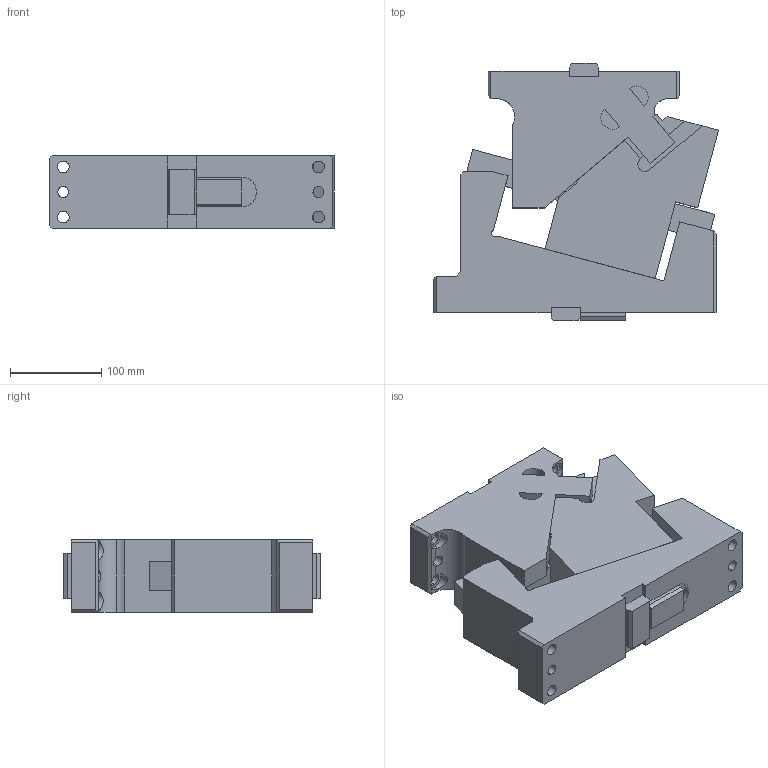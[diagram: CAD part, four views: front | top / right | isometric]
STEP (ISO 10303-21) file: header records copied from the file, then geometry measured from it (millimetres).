
FILE_DESCRIPTION(('CATIA V5 STEP Exchange'),'2;1');
FILE_NAME('CDCP_80_15_60.stp','2016-09-23T14:37:51+00:00',('none'),('none'),'CATIA Version 5 Release 20 GA (IN-10)','CATIA V5 STEP AP203','none');
FILE_SCHEMA(('CONFIG_CONTROL_DESIGN'));
Length unit declared in the file: millimetre
Products named in the file (1): CDCP-80-15-60
Bounding box: 312.6 x 282 x 80 mm (x, y, z)
Volume: 4868086.6 mm3; surface area: 382591.1 mm2
Topology: 3 solids, 3 shells, 194 faces, 546 edges, 359 vertices
Faces by surface type: plane 133, cylinder 61
Entity records: 6780 total; most frequent: CARTESIAN_POINT 1868, ORIENTED_EDGE 1092, DIRECTION 838, EDGE_CURVE 546, VECTOR 394, LINE 394, VERTEX_POINT 359, AXIS2_PLACEMENT_3D 272
